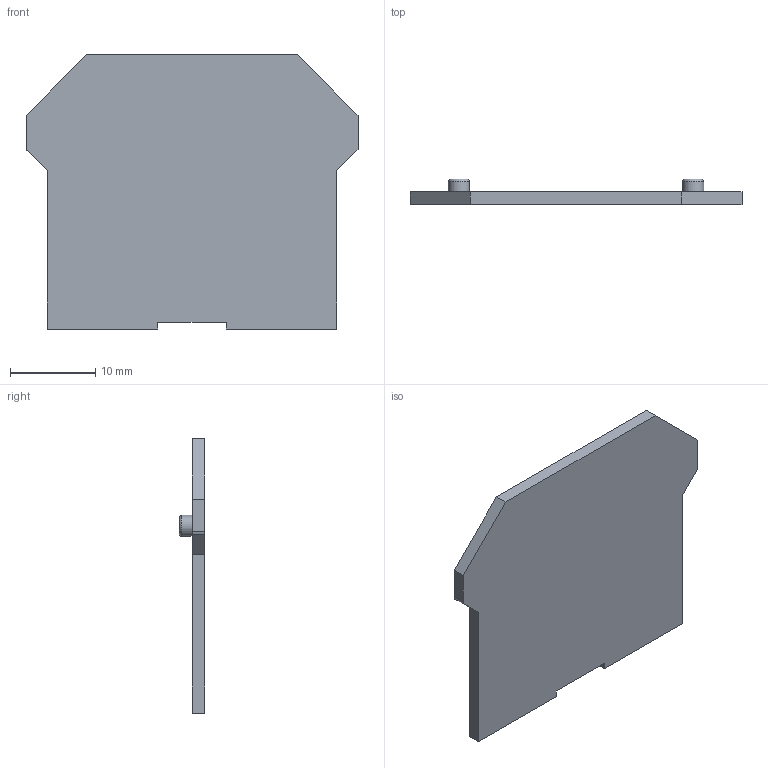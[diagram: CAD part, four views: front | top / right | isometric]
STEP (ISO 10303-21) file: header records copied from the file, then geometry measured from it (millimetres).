
FILE_DESCRIPTION (( 'STEP AP214' ), '1' );
FILE_NAME ('CTS 2,5_ZGL_step.STEP', '2023-10-05T10:50:59', ( '' ), ( '' ), 'SwSTEP 2.0', 'SolidWorks 2022', '' );
FILE_SCHEMA (( 'AUTOMOTIVE_DESIGN' ));
Length unit declared in the file: millimetre
Products named in the file (1): CTS 2,5_ZGL_step
Bounding box: 39 x 3 x 32.2 mm (x, y, z)
Volume: 1665 mm3; surface area: 2421.4 mm2
Topology: 1 solids, 1 shells, 23 faces, 57 edges, 38 vertices
Faces by surface type: plane 18, cylinder 3, torus 2
Full cylindrical faces by diameter (mm): 2.5 x2
Entity records: 675 total; most frequent: CARTESIAN_POINT 111, DIRECTION 107, ORIENTED_EDGE 102, EDGE_CURVE 51, VECTOR 43, LINE 43, VERTEX_POINT 36, AXIS2_PLACEMENT_3D 32
